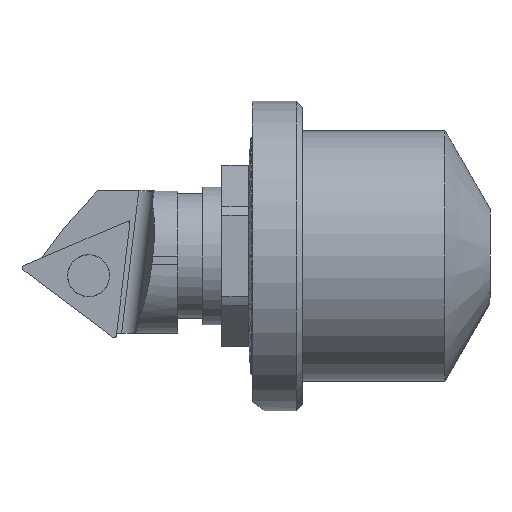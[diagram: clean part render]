
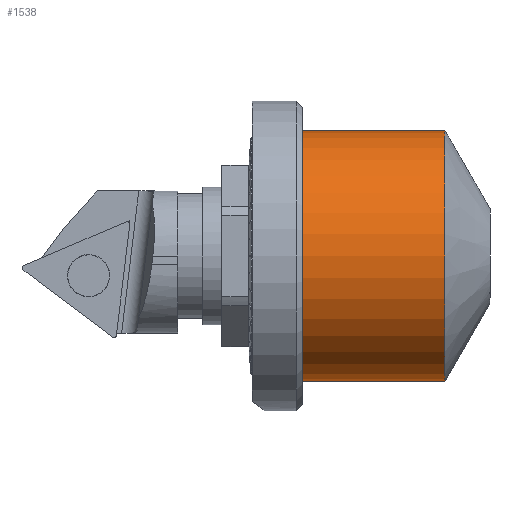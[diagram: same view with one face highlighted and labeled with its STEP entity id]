
A CAD part, front view. The second image highlights one B-rep face of the part: STEP entity #1538.
In plain terms, the highlighted cylindrical face has radius 9.996 mm (diameter 19.993 mm), a full revolution.
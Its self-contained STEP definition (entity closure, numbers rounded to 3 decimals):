
#1243=CYLINDRICAL_SURFACE('',#5481,9.997);
#1538=ADVANCED_FACE('',(#2049,#2050),#1243,.T.);
#2049=FACE_BOUND('',#2137,.T.);
#2050=FACE_BOUND('',#2138,.T.);
#2137=EDGE_LOOP('',(#2602));
#2138=EDGE_LOOP('',(#2603));
#2602=ORIENTED_EDGE('',*,*,#4471,.F.);
#2603=ORIENTED_EDGE('',*,*,#4520,.T.);
#3939=VERTEX_POINT('',#7493);
#3988=VERTEX_POINT('',#7594);
#4471=EDGE_CURVE('',#3939,#3939,#5156,.T.);
#4520=EDGE_CURVE('',#3988,#3988,#5171,.T.);
#5156=CIRCLE('',#5462,9.997);
#5171=CIRCLE('',#5480,9.997);
#5462=AXIS2_PLACEMENT_3D('',#7492,#6051,#6052);
#5480=AXIS2_PLACEMENT_3D('',#7593,#6121,#6122);
#5481=AXIS2_PLACEMENT_3D('',#7595,#6123,#6124);
#6051=DIRECTION('',(1.,0.,0.));
#6052=DIRECTION('',(0.,0.,1.));
#6121=DIRECTION('',(1.,0.,0.));
#6122=DIRECTION('',(0.,0.,-1.));
#6123=DIRECTION('',(1.,0.,0.));
#6124=DIRECTION('',(0.,0.,1.));
#7492=CARTESIAN_POINT('',(11.398,0.,0.));
#7493=CARTESIAN_POINT('',(11.398,0.,9.996));
#7593=CARTESIAN_POINT('',(0.,0.,0.));
#7594=CARTESIAN_POINT('',(0.,0.,-9.997));
#7595=CARTESIAN_POINT('',(87.976,0.,0.));
